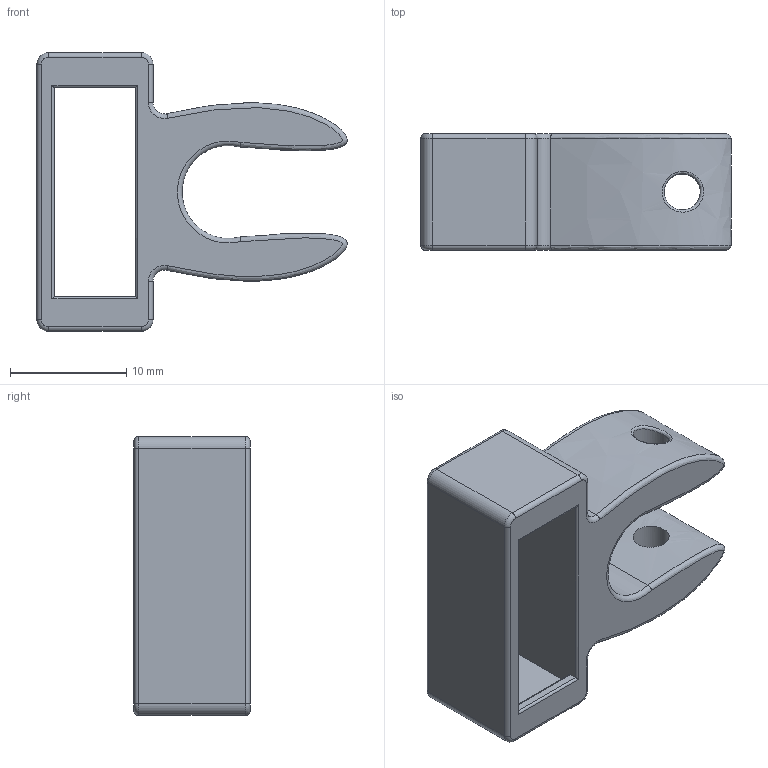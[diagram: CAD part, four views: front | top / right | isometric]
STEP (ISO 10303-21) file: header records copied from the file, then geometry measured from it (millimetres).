
FILE_DESCRIPTION(/* description */ (''),/* implementation_level */ '2;1');
FILE_NAME(/* name */ 'XYZ_Endstop_Holder_8mm v2.step',/* time_stamp */ '2020-09-20T21:18:07+02:00',/* author */ (''),/* organization */ (''),/* preprocessor_version */ 'ST-DEVELOPER v18.1',/* originating_system */ 'Autodesk Translation Framework v9.3.0.1241',/* authorisation */ '');
FILE_SCHEMA (('AUTOMOTIVE_DESIGN { 1 0 10303 214 3 1 1 }'));
Length unit declared in the file: millimetre
Products named in the file (1): XYZ_Endstop_Holder_8mm
Bounding box: 26.71 x 10 x 24 mm (x, y, z)
Volume: 2285.4 mm3; surface area: 2225 mm2
Topology: 1 solids, 1 shells, 66 faces, 158 edges, 94 vertices
Faces by surface type: cylinder 29, plane 15, torus 14, bspline 8
Full cylindrical faces by diameter (mm): 3.1 x2
Entity records: 4104 total; most frequent: CARTESIAN_POINT 2557, ORIENTED_EDGE 316, DIRECTION 312, EDGE_CURVE 158, AXIS2_PLACEMENT_3D 121, VERTEX_POINT 94, EDGE_LOOP 72, LINE 70
